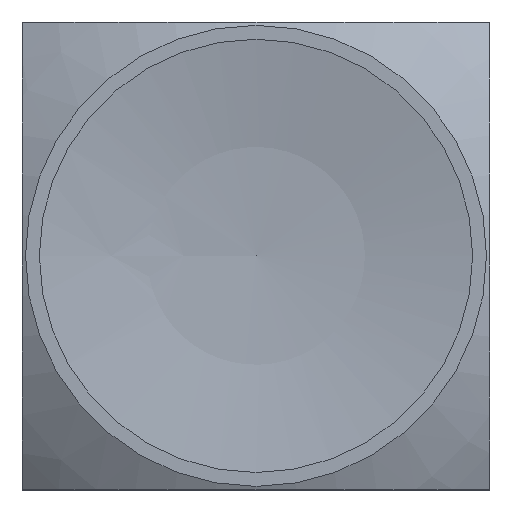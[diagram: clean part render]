
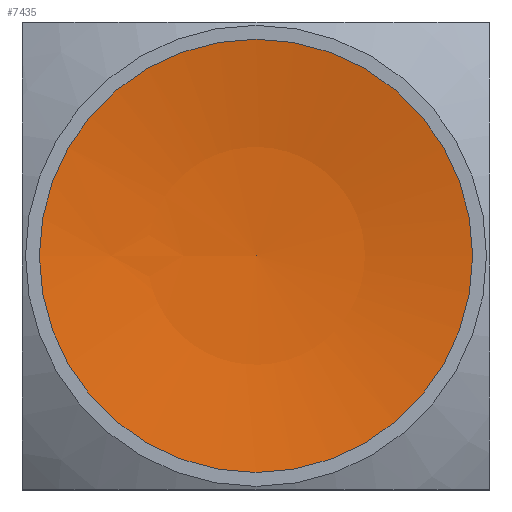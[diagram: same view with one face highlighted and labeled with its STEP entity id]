
A CAD part, top view. The second image highlights one B-rep face of the part: STEP entity #7435.
In plain terms, the highlighted spherical face has radius 41 mm.
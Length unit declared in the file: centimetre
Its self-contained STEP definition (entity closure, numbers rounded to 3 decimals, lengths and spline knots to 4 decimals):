
#31=SPHERICAL_SURFACE('',#7950,4.1);
#188=CIRCLE('',#7938,0.806);
#195=CIRCLE('',#7951,4.1);
#471=FACE_OUTER_BOUND('',#888,.T.);
#888=EDGE_LOOP('',(#6173,#6174,#6175));
#3418=VERTEX_POINT('',#11541);
#3424=VERTEX_POINT('',#11564);
#4362=EDGE_CURVE('',#3418,#3418,#188,.T.);
#4373=EDGE_CURVE('',#3424,#3418,#195,.T.);
#6173=ORIENTED_EDGE('',*,*,#4373,.T.);
#6174=ORIENTED_EDGE('',*,*,#4362,.F.);
#6175=ORIENTED_EDGE('',*,*,#4373,.F.);
#7435=ADVANCED_FACE('',(#471),#31,.F.);
#7938=AXIS2_PLACEMENT_3D('',#11542,#9448,#9449);
#7950=AXIS2_PLACEMENT_3D('',#11563,#9476,#9477);
#7951=AXIS2_PLACEMENT_3D('',#11565,#9478,#9479);
#9448=DIRECTION('center_axis',(0.,0.,
-1.));
#9449=DIRECTION('ref_axis',(0.,1.,0.));
#9476=DIRECTION('center_axis',(0.,0.,
1.));
#9477=DIRECTION('ref_axis',(1.,0.,0.));
#9478=DIRECTION('center_axis',(0.,1.,0.));
#9479=DIRECTION('ref_axis',(-1.,0.,0.));
#11541=CARTESIAN_POINT('',(-0.806,0.,2.25));
#11542=CARTESIAN_POINT('Origin',(0.,0.,
2.25));
#11563=CARTESIAN_POINT('Origin',(0.,0.,
6.27));
#11564=CARTESIAN_POINT('',(0.,0.,2.17));
#11565=CARTESIAN_POINT('Origin',(0.,0.,
6.27));
